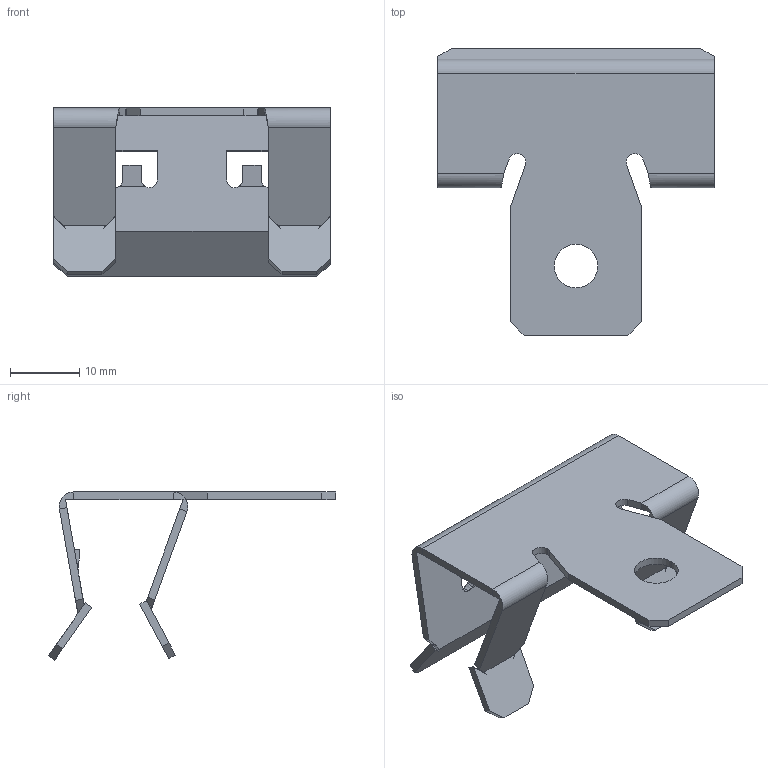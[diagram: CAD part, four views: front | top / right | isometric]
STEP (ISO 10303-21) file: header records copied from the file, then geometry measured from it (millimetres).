
FILE_DESCRIPTION (( 'STEP AP214' ), '1' );
FILE_NAME ('1488265_KSTP1.stp', '2025-08-14T08:51:11', ( '' ), ( '' ), 'SwSTEP 2.0', 'SolidWorks 2024', '' );
FILE_SCHEMA (( 'AUTOMOTIVE_DESIGN' ));
Length unit declared in the file: millimetre
Products named in the file (1): 1488265_KSTP1
Bounding box: 40 x 41.46 x 24.28 mm (x, y, z)
Volume: 2610.8 mm3; surface area: 5296.7 mm2
Topology: 1 solids, 1 shells, 124 faces, 351 edges, 229 vertices
Faces by surface type: plane 96, cylinder 16, bspline 12
Entity records: 4328 total; most frequent: CARTESIAN_POINT 1235, ORIENTED_EDGE 702, DIRECTION 535, EDGE_CURVE 351, LINE 249, VECTOR 249, VERTEX_POINT 229, AXIS2_PLACEMENT_3D 143
